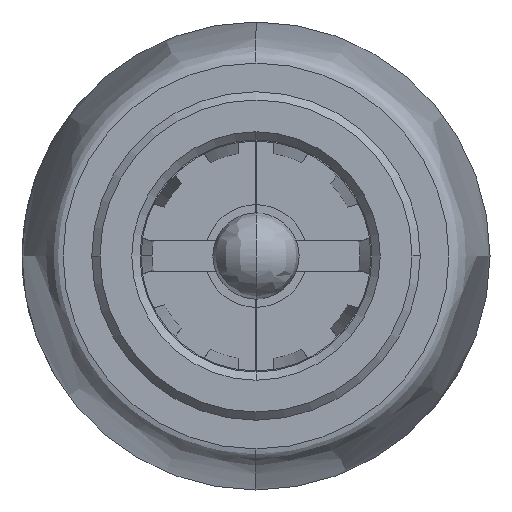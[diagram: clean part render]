
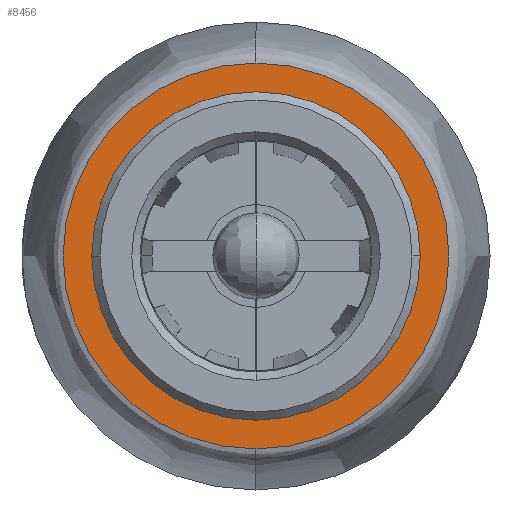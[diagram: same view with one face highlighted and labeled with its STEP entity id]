
A CAD part, left-side view. The second image highlights one B-rep face of the part: STEP entity #8456.
In plain terms, the highlighted face is planar.
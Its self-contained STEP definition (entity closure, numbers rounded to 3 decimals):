
#1939 = CARTESIAN_POINT ( 'NONE',  ( 0., 4.7, 0. ) ) ;
#2211 = CARTESIAN_POINT ( 'NONE',  ( 0., 0., -4. ) ) ;
#2558 = DIRECTION ( 'NONE',  ( 1., 0., 0. ) ) ;
#2765 = DIRECTION ( 'NONE',  ( -1., 0., 0. ) ) ;
#3041 = DIRECTION ( 'NONE',  ( 0., 0., -1. ) ) ;
#3242 = CIRCLE ( 'NONE', #33361, 4. ) ;
#3385 = PLANE ( 'NONE',  #26837 ) ;
#6144 = CARTESIAN_POINT ( 'NONE',  ( 0., 0., 0. ) ) ;
#8338 = CARTESIAN_POINT ( 'NONE',  ( 0., 0., 4. ) ) ;
#8456 = ADVANCED_FACE ( 'NONE', ( #36590, #29015 ), #3385, .F. ) ;
#8779 = DIRECTION ( 'NONE',  ( 0., 0., -1. ) ) ;
#9656 = VERTEX_POINT ( 'NONE', #1939 ) ;
#10647 = CIRCLE ( 'NONE', #21845, 4.7 ) ;
#13380 = ORIENTED_EDGE ( 'NONE', *, *, #15475, .F. ) ;
#13416 = EDGE_CURVE ( 'NONE', #9656, #20246, #35422, .T. ) ;
#15475 = EDGE_CURVE ( 'NONE', #24567, #26464, #3242, .T. ) ;
#15485 = DIRECTION ( 'NONE',  ( 0., 0., 1. ) ) ;
#16942 = CARTESIAN_POINT ( 'NONE',  ( 0., 0., 0. ) ) ;
#17396 = ORIENTED_EDGE ( 'NONE', *, *, #13416, .F. ) ;
#17891 = DIRECTION ( 'NONE',  ( 0., 0., 1. ) ) ;
#18051 = ORIENTED_EDGE ( 'NONE', *, *, #33560, .F. ) ;
#18118 = ORIENTED_EDGE ( 'NONE', *, *, #34375, .F. ) ;
#19877 = CARTESIAN_POINT ( 'NONE',  ( 0., 0., 0. ) ) ;
#20246 = VERTEX_POINT ( 'NONE', #31263 ) ;
#21845 = AXIS2_PLACEMENT_3D ( 'NONE', #16942, #2765, #31380 ) ;
#22795 = AXIS2_PLACEMENT_3D ( 'NONE', #31848, #25966, #17891 ) ;
#23175 = AXIS2_PLACEMENT_3D ( 'NONE', #6144, #31301, #8779 ) ;
#24567 = VERTEX_POINT ( 'NONE', #8338 ) ;
#25966 = DIRECTION ( 'NONE',  ( -1., 0., 0. ) ) ;
#26083 = EDGE_LOOP ( 'NONE', ( #18118, #13380 ) ) ;
#26464 = VERTEX_POINT ( 'NONE', #2211 ) ;
#26775 = DIRECTION ( 'NONE',  ( -1., 0., 0. ) ) ;
#26837 = AXIS2_PLACEMENT_3D ( 'NONE', #34737, #26775, #15485 ) ;
#27925 = CIRCLE ( 'NONE', #23175, 4. ) ;
#29015 = FACE_OUTER_BOUND ( 'NONE', #35333, .T. ) ;
#31263 = CARTESIAN_POINT ( 'NONE',  ( 0., -4.7, 0. ) ) ;
#31301 = DIRECTION ( 'NONE',  ( 1., 0., 0. ) ) ;
#31380 = DIRECTION ( 'NONE',  ( 0., 0., 1. ) ) ;
#31848 = CARTESIAN_POINT ( 'NONE',  ( 0., 0., 0. ) ) ;
#33361 = AXIS2_PLACEMENT_3D ( 'NONE', #19877, #2558, #3041 ) ;
#33560 = EDGE_CURVE ( 'NONE', #20246, #9656, #10647, .T. ) ;
#34375 = EDGE_CURVE ( 'NONE', #26464, #24567, #27925, .T. ) ;
#34737 = CARTESIAN_POINT ( 'NONE',  ( 0., 0., 0. ) ) ;
#35333 = EDGE_LOOP ( 'NONE', ( #17396, #18051 ) ) ;
#35422 = CIRCLE ( 'NONE', #22795, 4.7 ) ;
#36590 = FACE_BOUND ( 'NONE', #26083, .T. ) ;
